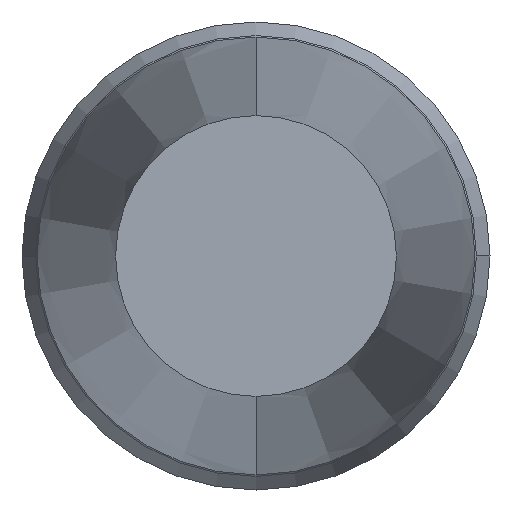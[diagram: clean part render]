
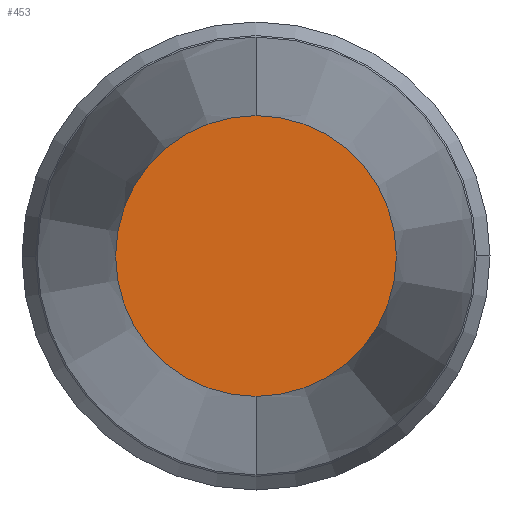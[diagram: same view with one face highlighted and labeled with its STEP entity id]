
A CAD part, front view. The second image highlights one B-rep face of the part: STEP entity #453.
In plain terms, the highlighted planar face has unit normal (0, -1, 0).
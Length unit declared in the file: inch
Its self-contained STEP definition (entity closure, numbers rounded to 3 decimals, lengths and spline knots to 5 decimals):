
#13 = DIRECTION ( 'NONE',  ( 0., 0., -1. ) ) ;
#29 = ORIENTED_EDGE ( 'NONE', *, *, #410, .T. ) ;
#59 = VERTEX_POINT ( 'NONE', #404 ) ;
#106 = EDGE_LOOP ( 'NONE', ( #420, #29 ) ) ;
#111 = DIRECTION ( 'NONE',  ( 0., -1., 0. ) ) ;
#119 = AXIS2_PLACEMENT_3D ( 'NONE', #261, #226, #195 ) ;
#127 = AXIS2_PLACEMENT_3D ( 'NONE', #256, #223, #334 ) ;
#195 = DIRECTION ( 'NONE',  ( 0., 0., -1. ) ) ;
#215 = CARTESIAN_POINT ( 'NONE',  ( 0., 0., 0.09375 ) ) ;
#218 = CARTESIAN_POINT ( 'NONE',  ( 0., 0., 0. ) ) ;
#223 = DIRECTION ( 'NONE',  ( 0., -1., 0. ) ) ;
#226 = DIRECTION ( 'NONE',  ( 0., -1., 0. ) ) ;
#256 = CARTESIAN_POINT ( 'NONE',  ( 0., 0., 0. ) ) ;
#261 = CARTESIAN_POINT ( 'NONE',  ( 0., 0., 0. ) ) ;
#271 = CIRCLE ( 'NONE', #127, 0.09375 ) ;
#282 = VERTEX_POINT ( 'NONE', #215 ) ;
#296 = EDGE_CURVE ( 'NONE', #282, #59, #301, .T. ) ;
#301 = CIRCLE ( 'NONE', #119, 0.09375 ) ;
#308 = AXIS2_PLACEMENT_3D ( 'NONE', #218, #111, #13 ) ;
#326 = PLANE ( 'NONE',  #308 ) ;
#334 = DIRECTION ( 'NONE',  ( 0., 0., -1. ) ) ;
#361 = FACE_OUTER_BOUND ( 'NONE', #106, .T. ) ;
#404 = CARTESIAN_POINT ( 'NONE',  ( 0., 0., -0.09375 ) ) ;
#410 = EDGE_CURVE ( 'NONE', #59, #282, #271, .T. ) ;
#420 = ORIENTED_EDGE ( 'NONE', *, *, #296, .T. ) ;
#453 = ADVANCED_FACE ( 'NONE', ( #361 ), #326, .T. ) ;
